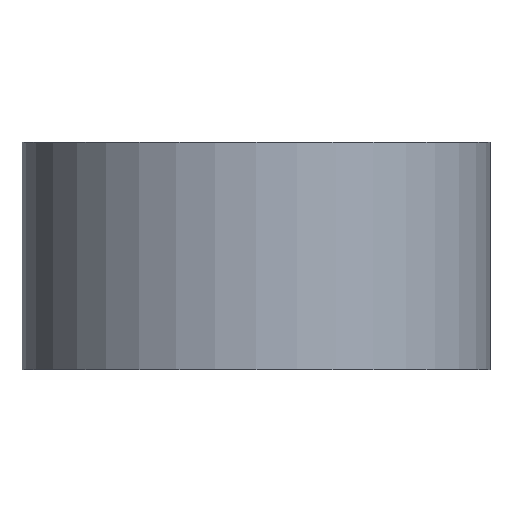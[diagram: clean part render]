
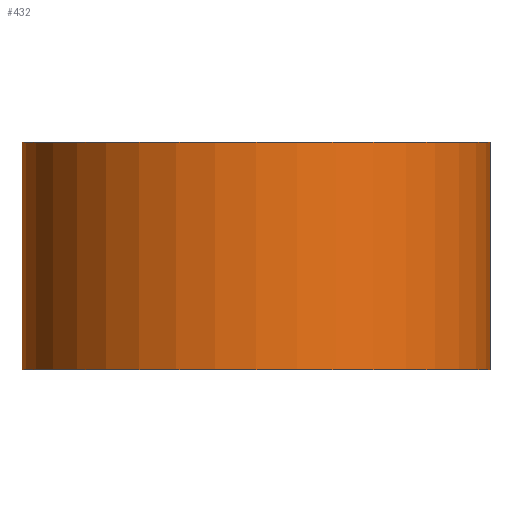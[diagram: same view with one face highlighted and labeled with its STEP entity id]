
A CAD part, front view. The second image highlights one B-rep face of the part: STEP entity #432.
In plain terms, the highlighted cylindrical face has radius 70 mm (diameter 140 mm), a full revolution.
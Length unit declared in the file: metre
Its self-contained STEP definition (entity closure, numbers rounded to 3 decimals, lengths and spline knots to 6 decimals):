
#61=CYLINDRICAL_SURFACE('',#510,0.07);
#155=ORIENTED_EDGE('',*,*,#237,.F.);
#156=ORIENTED_EDGE('',*,*,#238,.T.);
#237=EDGE_CURVE('',#280,#280,#323,.T.);
#238=EDGE_CURVE('',#281,#281,#324,.T.);
#280=VERTEX_POINT('',#789);
#281=VERTEX_POINT('',#791);
#323=CIRCLE('',#511,0.07);
#324=CIRCLE('',#512,0.07);
#355=EDGE_LOOP('',(#155));
#356=EDGE_LOOP('',(#156));
#395=FACE_BOUND('',#355,.T.);
#396=FACE_BOUND('',#356,.T.);
#432=ADVANCED_FACE('',(#395,#396),#61,.T.);
#510=AXIS2_PLACEMENT_3D('',#787,#657,#658);
#511=AXIS2_PLACEMENT_3D('',#788,#659,#660);
#512=AXIS2_PLACEMENT_3D('',#790,#661,#662);
#657=DIRECTION('',(0.,0.,-1.));
#658=DIRECTION('',(-1.,0.,0.));
#659=DIRECTION('',(0.,0.,1.));
#660=DIRECTION('',(1.,0.,0.));
#661=DIRECTION('',(0.,0.,1.));
#662=DIRECTION('',(1.,0.,0.));
#787=CARTESIAN_POINT('',(0.,0.,0.003));
#788=CARTESIAN_POINT('',(0.,0.,0.003));
#789=CARTESIAN_POINT('',(0.07,0.,0.003));
#790=CARTESIAN_POINT('',(0.,0.,-0.065));
#791=CARTESIAN_POINT('',(0.07,0.,-0.065));
